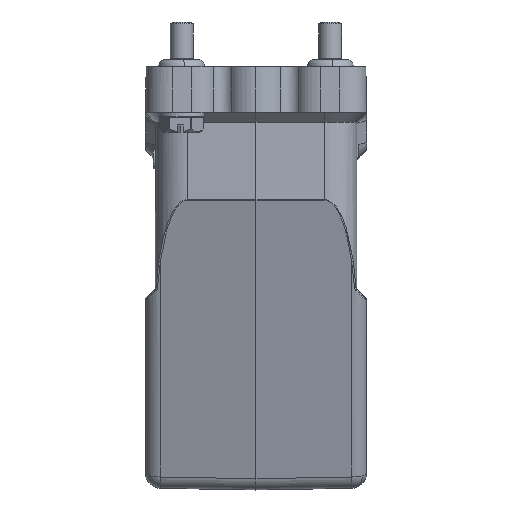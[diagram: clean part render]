
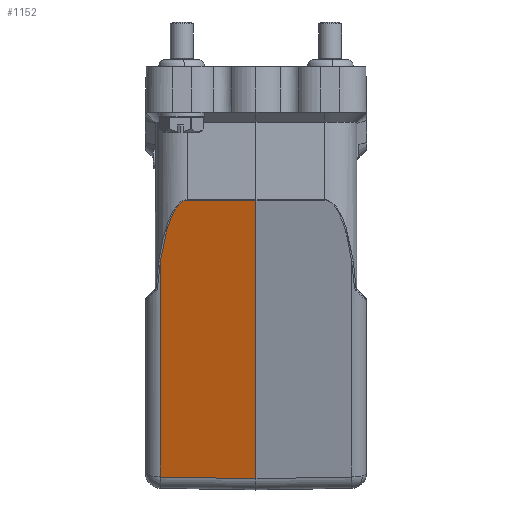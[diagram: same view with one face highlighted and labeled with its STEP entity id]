
A CAD part, left-side view. The second image highlights one B-rep face of the part: STEP entity #1152.
In plain terms, the highlighted planar face has unit normal (-0.966, 0.018, -0.259).
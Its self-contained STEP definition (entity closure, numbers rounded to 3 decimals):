
#606=FACE_OUTER_BOUND('',#2274,.T.);
#1152=ADVANCED_FACE('NONE',(#606),#1586,.F.);
#1586=PLANE('',#9719);
#2274=EDGE_LOOP('',(#4201,#4202,#4203,#4204,#4205));
#2924=B_SPLINE_CURVE_WITH_KNOTS('',3,(#15345,#15346,#15347,#15348,#15349,
#15350,#15351,#15352,#15353,#15354,#15355,#15356,#15357,#15358,#15359,#15360,
#15361,#15362,#15363,#15364),.UNSPECIFIED.,.F.,.F.,(4,2,2,2,2,2,2,2,2,4),
(0.,0.25,0.5,0.625,0.75,0.813,0.875,0.938,0.969,1.),.UNSPECIFIED.);
#4201=ORIENTED_EDGE('',*,*,#7460,.F.);
#4202=ORIENTED_EDGE('',*,*,#7461,.T.);
#4203=ORIENTED_EDGE('',*,*,#7350,.F.);
#4204=ORIENTED_EDGE('',*,*,#7349,.F.);
#4205=ORIENTED_EDGE('',*,*,#7355,.F.);
#6238=VERTEX_POINT('',#14038);
#6333=VERTEX_POINT('',#15344);
#6334=VERTEX_POINT('',#15450);
#6337=VERTEX_POINT('',#15484);
#6405=VERTEX_POINT('',#16223);
#7349=EDGE_CURVE('NONE',#6238,#6333,#2924,.T.);
#7350=EDGE_CURVE('NONE',#6333,#6334,#8408,.T.);
#7355=EDGE_CURVE('NONE',#6337,#6238,#8410,.T.);
#7460=EDGE_CURVE('NONE',#6405,#6337,#8458,.T.);
#7461=EDGE_CURVE('NONE',#6405,#6334,#8459,.T.);
#8408=LINE('',#15449,#9024);
#8410=LINE('',#15485,#9026);
#8458=LINE('',#16222,#9074);
#8459=LINE('',#16224,#9075);
#9024=VECTOR('',#10810,1.);
#9026=VECTOR('',#10816,1.);
#9074=VECTOR('',#10968,1.);
#9075=VECTOR('',#10969,1.);
#9719=AXIS2_PLACEMENT_3D('',#16225,#10970,#10971);
#10810=DIRECTION('',(-0.017,-1.,-0.002));
#10816=DIRECTION('',(-0.259,0.,0.966));
#10968=DIRECTION('',(0.013,1.,0.017));
#10969=DIRECTION('',(-0.259,0.,0.966));
#10970=DIRECTION('',(0.966,-0.017,0.259));
#10971=DIRECTION('',(0.259,0.,-0.966));
#14038=CARTESIAN_POINT('',(-70.235,25.07,-13.123));
#15344=CARTESIAN_POINT('',(-74.668,18.048,2.946));
#15345=CARTESIAN_POINT('',(-70.235,25.07,-13.123));
#15346=CARTESIAN_POINT('',(-70.646,24.866,-11.606));
#15347=CARTESIAN_POINT('',(-71.055,24.619,-10.094));
#15348=CARTESIAN_POINT('',(-71.87,24.009,-7.093));
#15349=CARTESIAN_POINT('',(-72.276,23.647,-5.603));
#15350=CARTESIAN_POINT('',(-72.876,22.965,-3.41));
#15351=CARTESIAN_POINT('',(-73.075,22.714,-2.686));
#15352=CARTESIAN_POINT('',(-73.466,22.142,-1.264));
#15353=CARTESIAN_POINT('',(-73.659,21.823,-0.565));
#15354=CARTESIAN_POINT('',(-73.938,21.258,0.437));
#15355=CARTESIAN_POINT('',(-74.029,21.054,0.763));
#15356=CARTESIAN_POINT('',(-74.204,20.607,1.388));
#15357=CARTESIAN_POINT('',(-74.289,20.363,1.687));
#15358=CARTESIAN_POINT('',(-74.444,19.815,2.229));
#15359=CARTESIAN_POINT('',(-74.515,19.511,2.474));
#15360=CARTESIAN_POINT('',(-74.597,18.996,2.744));
#15361=CARTESIAN_POINT('',(-74.62,18.814,2.818));
#15362=CARTESIAN_POINT('',(-74.654,18.439,2.92));
#15363=CARTESIAN_POINT('',(-74.665,18.244,2.946));
#15364=CARTESIAN_POINT('',(-74.668,18.048,2.946));
#15449=CARTESIAN_POINT('',(-74.668,18.048,2.946));
#15450=CARTESIAN_POINT('',(-74.983,0.,2.904));
#15484=CARTESIAN_POINT('',(-55.094,25.07,-69.63));
#15485=CARTESIAN_POINT('',(-54.213,25.07,-72.919));
#16222=CARTESIAN_POINT('',(-55.434,-0.308,-70.073));
#16223=CARTESIAN_POINT('',(-55.43,0.,-70.068));
#16224=CARTESIAN_POINT('',(-54.636,0.,-73.032));
#16225=CARTESIAN_POINT('',(-54.636,0.,-73.032));
